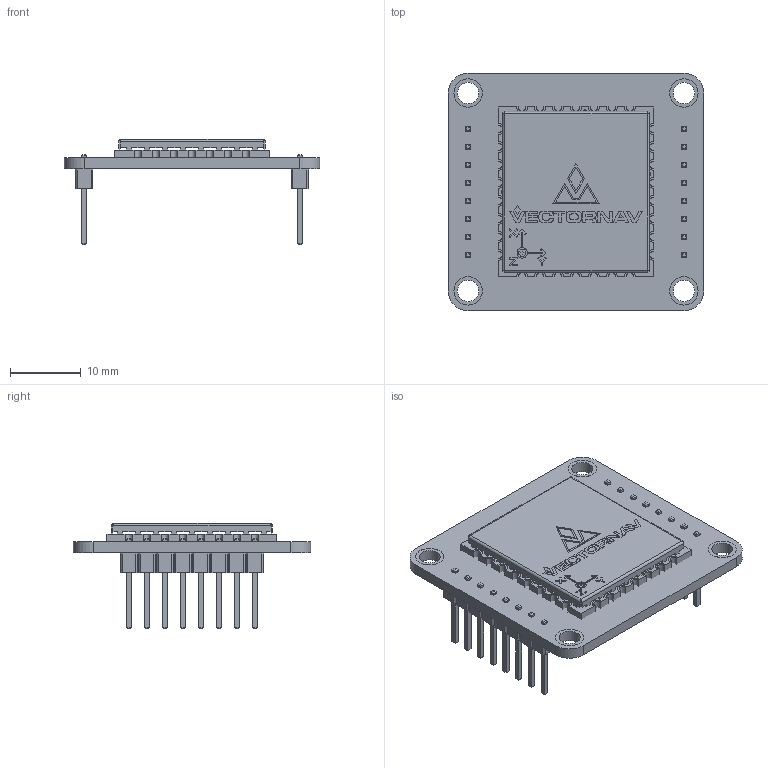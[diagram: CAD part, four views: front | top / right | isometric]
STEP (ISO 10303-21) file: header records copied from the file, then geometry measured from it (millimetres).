
FILE_DESCRIPTION(/* description */ (''),/* implementation_level */ '2;1');
FILE_NAME(/* name */ 'VN-100Breakout.step',/* time_stamp */ '2021-10-16T03:47:01-07:00',/* author */ (''),/* organization */ (''),/* preprocessor_version */ 'ST-DEVELOPER v18.1',/* originating_system */ 'Autodesk Translation Framework v10.10.0.1391',/* authorisation */ '');
FILE_SCHEMA (('AUTOMOTIVE_DESIGN { 1 0 10303 214 3 1 1 }'));
Length unit declared in the file: millimetre
Products named in the file (8): VN-100Breakout; vn100_smd; COMPOUND (1); COMPOUND; SIP 100-8 v1; SIP 100-8 v1_1; Pins; Case
Assembly tree (9 placements, depth 3):
  VN-100Breakout
    vn100_smd
      COMPOUND (1)
    COMPOUND
    SIP 100-8 v1
      Pins
      Case
    SIP 100-8 v1_1
      Pins
      Case
Bounding box: 36.07 x 33.53 x 14.85 mm (x, y, z)
Volume: 3124.2 mm3; surface area: 6108.5 mm2
Topology: 21 solids, 21 shells, 1217 faces, 3278 edges, 2132 vertices
Faces by surface type: plane 966, cylinder 183, bspline 68
Full cylindrical faces by diameter (mm): 0.635 x4, 0.762 x16, 3 x4, 4 x4
Entity records: 33341 total; most frequent: CARTESIAN_POINT 7101, ORIENTED_EDGE 5532, DIRECTION 5002, EDGE_CURVE 2766, LINE 2280, VECTOR 2280, VERTEX_POINT 1812, AXIS2_PLACEMENT_3D 1361
